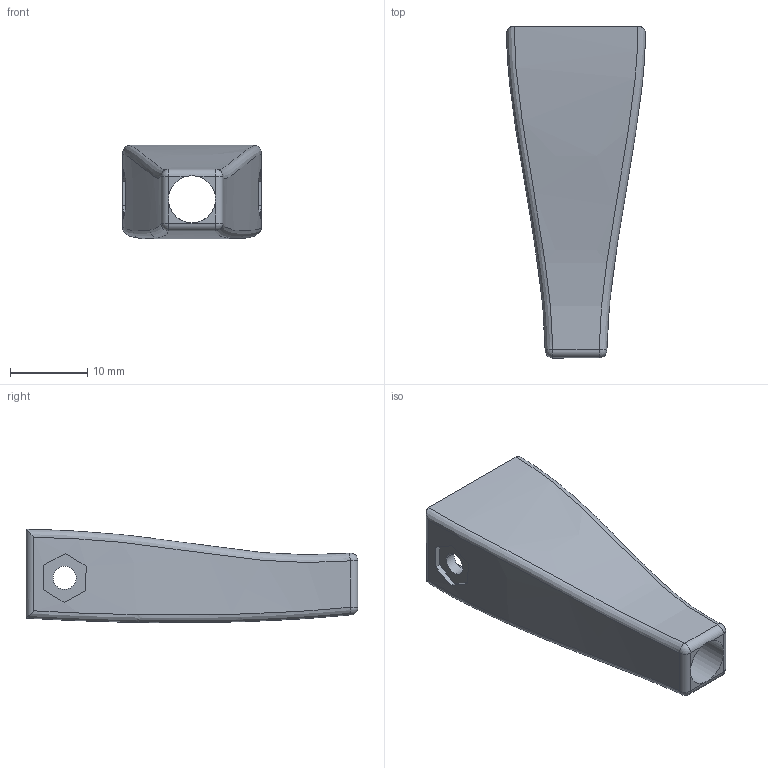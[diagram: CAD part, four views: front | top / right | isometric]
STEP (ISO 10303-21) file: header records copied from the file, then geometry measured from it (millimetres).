
FILE_DESCRIPTION( ( '' ), ' ' );
FILE_NAME( '5a7866fb110e670fe0cf4cdf.step', '2018-02-05T14:15:24', ( '' ), ( '' ), ' ', ' ', ' ' );
FILE_SCHEMA( ( 'AUTOMOTIVE_DESIGN { 1 0 10303 214 1 1 1 1 }' ) );
Length unit declared in the file: metre
Products named in the file (1): Leg-foot-outer
Bounding box: 18.01 x 43 x 12.09 mm (x, y, z)
Volume: 3168.4 mm3; surface area: 3144 mm2
Topology: 1 solids, 1 shells, 55 faces, 141 edges, 88 vertices
Faces by surface type: plane 31, cylinder 12, extrusion 4, bspline 4, sphere 4
Full cylindrical faces by diameter (mm): 6.1 x1, 8.1 x1
Entity records: 3736 total; most frequent: CARTESIAN_POINT 2035, ORIENTED_EDGE 268, DIRECTION 227, EDGE_CURVE 134, VERTEX_POINT 85, VECTOR 79, LINE 75, AXIS2_PLACEMENT_3D 74
